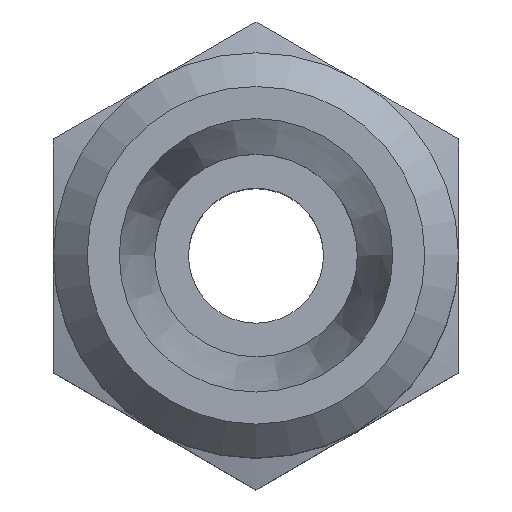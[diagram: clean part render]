
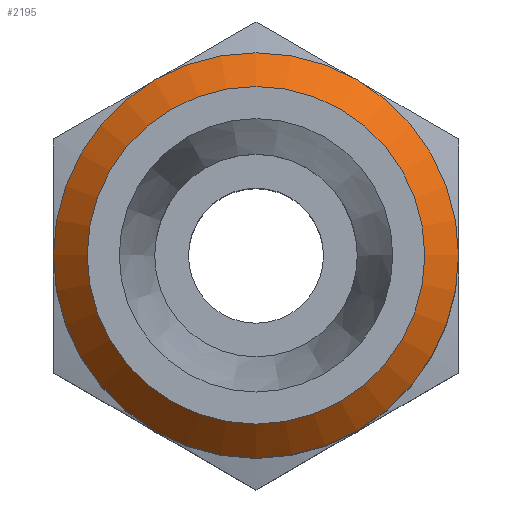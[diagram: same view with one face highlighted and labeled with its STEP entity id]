
A CAD part, top view. The second image highlights one B-rep face of the part: STEP entity #2195.
In plain terms, the highlighted conical face has half-angle 45 degrees and reference radius 5.5 mm.
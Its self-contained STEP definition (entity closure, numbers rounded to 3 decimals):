
#2161=CARTESIAN_POINT('',(6.,0.,23.));
#2162=VERTEX_POINT('',#2161);
#2163=CARTESIAN_POINT('',(0.0,0.0,23.));
#2164=DIRECTION('',(0.0,0.0,1.0));
#2165=DIRECTION('',(-1.0,0.0,0.0));
#2166=AXIS2_PLACEMENT_3D('',#2163,#2164,#2165);
#2167=CIRCLE('',#2166,6.);
#2168=EDGE_CURVE('',#2162,#2162,#2167,.T.);
#2176=CARTESIAN_POINT('',(0.0,0.0,23.5));
#2177=DIRECTION('',(0.0,0.0,-1.0));
#2178=DIRECTION('',(-1.0,0.0,0.0));
#2179=AXIS2_PLACEMENT_3D('',#2176,#2177,#2178);
#2180=CONICAL_SURFACE('',#2179,5.5,45.);
#2181=ORIENTED_EDGE('',*,*,#2168,.T.);
#2182=EDGE_LOOP('',(#2181));
#2183=FACE_OUTER_BOUND('',#2182,.T.);
#2184=CARTESIAN_POINT('',(5.,0.,24.));
#2185=VERTEX_POINT('',#2184);
#2186=CARTESIAN_POINT('',(0.0,0.0,24.));
#2187=DIRECTION('',(0.0,0.0,-1.0));
#2188=DIRECTION('',(-1.0,0.0,0.0));
#2189=AXIS2_PLACEMENT_3D('',#2186,#2187,#2188);
#2190=CIRCLE('',#2189,5.);
#2191=EDGE_CURVE('',#2185,#2185,#2190,.T.);
#2192=ORIENTED_EDGE('',*,*,#2191,.T.);
#2193=EDGE_LOOP('',(#2192));
#2194=FACE_BOUND('',#2193,.T.);
#2195=ADVANCED_FACE('',(#2183,#2194),#2180,.T.);
